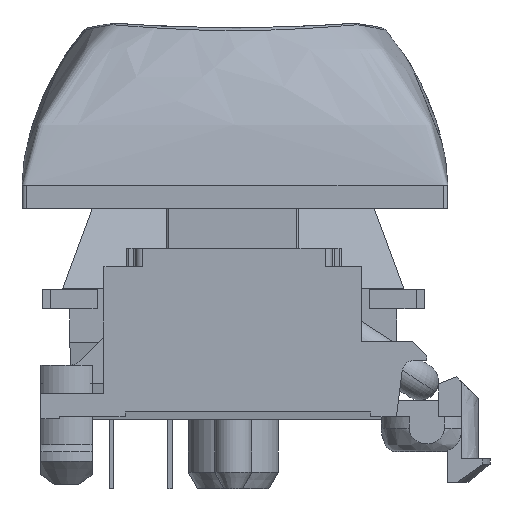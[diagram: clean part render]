
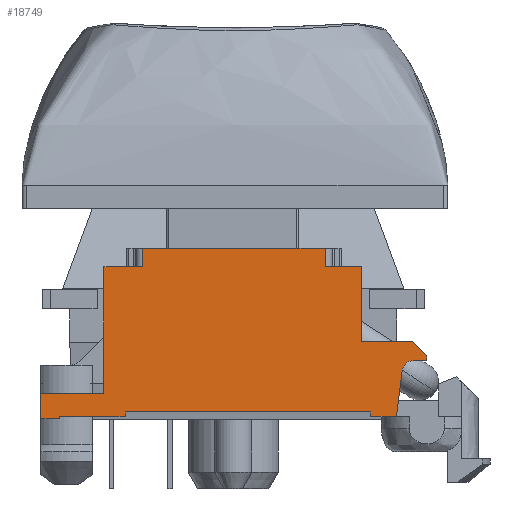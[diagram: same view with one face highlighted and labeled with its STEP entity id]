
A CAD part, left-side view. The second image highlights one B-rep face of the part: STEP entity #18749.
In plain terms, the highlighted planar face has unit normal (-1, 0, 0).
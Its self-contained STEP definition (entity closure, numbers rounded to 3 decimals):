
#15598 = VERTEX_POINT('',#15599);
#15599 = CARTESIAN_POINT('',(-15.4,-3.9,7.35));
#15787 = VERTEX_POINT('',#15788);
#15788 = CARTESIAN_POINT('',(-15.4,3.9,7.35));
#15795 = EDGE_CURVE('',#15787,#15598,#15796,.T.);
#15796 = LINE('',#15797,#15798);
#15797 = CARTESIAN_POINT('',(-15.4,-5.45,7.35));
#15798 = VECTOR('',#15799,1.);
#15799 = DIRECTION('',(0.,-1.,0.));
#15935 = VERTEX_POINT('',#15936);
#15936 = CARTESIAN_POINT('',(-15.4,-5.85,0.35));
#15942 = EDGE_CURVE('',#15935,#15943,#15945,.T.);
#15943 = VERTEX_POINT('',#15944);
#15944 = CARTESIAN_POINT('',(-15.4,4.65,0.35));
#15945 = LINE('',#15946,#15947);
#15946 = CARTESIAN_POINT('',(-15.4,-5.85,0.35));
#15947 = VECTOR('',#15948,1.);
#15948 = DIRECTION('',(0.,1.,0.));
#18039 = EDGE_CURVE('',#18040,#15598,#18042,.T.);
#18040 = VERTEX_POINT('',#18041);
#18041 = CARTESIAN_POINT('',(-15.4,-3.9,6.55));
#18042 = LINE('',#18043,#18044);
#18043 = CARTESIAN_POINT('',(-15.4,-3.9,-11.487));
#18044 = VECTOR('',#18045,1.);
#18045 = DIRECTION('',(0.,0.,1.));
#18728 = EDGE_CURVE('',#18729,#15787,#18731,.T.);
#18729 = VERTEX_POINT('',#18730);
#18730 = CARTESIAN_POINT('',(-15.4,3.9,6.55));
#18731 = LINE('',#18732,#18733);
#18732 = CARTESIAN_POINT('',(-15.4,3.9,-11.487));
#18733 = VECTOR('',#18734,1.);
#18734 = DIRECTION('',(0.,0.,1.));
#18749 = ADVANCED_FACE('',(#18750),#18897,.F.);
#18750 = FACE_BOUND('',#18751,.T.);
#18751 = EDGE_LOOP('',(#18752,#18760,#18768,#18776,#18784,#18792,#18800,
    #18808,#18814,#18815,#18823,#18831,#18839,#18848,#18856,#18864,
    #18872,#18880,#18888,#18894,#18895,#18896));
#18752 = ORIENTED_EDGE('',*,*,#18753,.F.);
#18753 = EDGE_CURVE('',#18754,#18729,#18756,.T.);
#18754 = VERTEX_POINT('',#18755);
#18755 = CARTESIAN_POINT('',(-15.4,5.55,6.55));
#18756 = LINE('',#18757,#18758);
#18757 = CARTESIAN_POINT('',(-15.4,-7.691,6.55));
#18758 = VECTOR('',#18759,1.);
#18759 = DIRECTION('',(0.,-1.,0.));
#18760 = ORIENTED_EDGE('',*,*,#18761,.F.);
#18761 = EDGE_CURVE('',#18762,#18754,#18764,.T.);
#18762 = VERTEX_POINT('',#18763);
#18763 = CARTESIAN_POINT('',(-15.4,5.55,1.15));
#18764 = LINE('',#18765,#18766);
#18765 = CARTESIAN_POINT('',(-15.4,5.55,7.35));
#18766 = VECTOR('',#18767,1.);
#18767 = DIRECTION('',(0.,0.,1.));
#18768 = ORIENTED_EDGE('',*,*,#18769,.F.);
#18769 = EDGE_CURVE('',#18770,#18762,#18772,.T.);
#18770 = VERTEX_POINT('',#18771);
#18771 = CARTESIAN_POINT('',(-15.4,8.25,1.15));
#18772 = LINE('',#18773,#18774);
#18773 = CARTESIAN_POINT('',(-15.4,5.55,1.15));
#18774 = VECTOR('',#18775,1.);
#18775 = DIRECTION('',(0.,-1.,0.));
#18776 = ORIENTED_EDGE('',*,*,#18777,.F.);
#18777 = EDGE_CURVE('',#18778,#18770,#18780,.T.);
#18778 = VERTEX_POINT('',#18779);
#18779 = CARTESIAN_POINT('',(-15.4,8.25,0.05));
#18780 = LINE('',#18781,#18782);
#18781 = CARTESIAN_POINT('',(-15.4,8.25,1.15));
#18782 = VECTOR('',#18783,1.);
#18783 = DIRECTION('',(0.,0.,1.));
#18784 = ORIENTED_EDGE('',*,*,#18785,.F.);
#18785 = EDGE_CURVE('',#18786,#18778,#18788,.T.);
#18786 = VERTEX_POINT('',#18787);
#18787 = CARTESIAN_POINT('',(-15.4,7.45,0.05));
#18788 = LINE('',#18789,#18790);
#18789 = CARTESIAN_POINT('',(-15.4,8.25,0.05));
#18790 = VECTOR('',#18791,1.);
#18791 = DIRECTION('',(0.,1.,0.));
#18792 = ORIENTED_EDGE('',*,*,#18793,.F.);
#18793 = EDGE_CURVE('',#18794,#18786,#18796,.T.);
#18794 = VERTEX_POINT('',#18795);
#18795 = CARTESIAN_POINT('',(-15.4,7.45,0.15));
#18796 = LINE('',#18797,#18798);
#18797 = CARTESIAN_POINT('',(-15.4,7.45,0.15));
#18798 = VECTOR('',#18799,1.);
#18799 = DIRECTION('',(0.,0.,-1.));
#18800 = ORIENTED_EDGE('',*,*,#18801,.F.);
#18801 = EDGE_CURVE('',#18802,#18794,#18804,.T.);
#18802 = VERTEX_POINT('',#18803);
#18803 = CARTESIAN_POINT('',(-15.4,4.65,0.15));
#18804 = LINE('',#18805,#18806);
#18805 = CARTESIAN_POINT('',(-15.4,4.65,0.15));
#18806 = VECTOR('',#18807,1.);
#18807 = DIRECTION('',(0.,1.,0.));
#18808 = ORIENTED_EDGE('',*,*,#18809,.F.);
#18809 = EDGE_CURVE('',#15943,#18802,#18810,.T.);
#18810 = LINE('',#18811,#18812);
#18811 = CARTESIAN_POINT('',(-15.4,4.65,0.35));
#18812 = VECTOR('',#18813,1.);
#18813 = DIRECTION('',(0.,0.,-1.));
#18814 = ORIENTED_EDGE('',*,*,#15942,.F.);
#18815 = ORIENTED_EDGE('',*,*,#18816,.F.);
#18816 = EDGE_CURVE('',#18817,#15935,#18819,.T.);
#18817 = VERTEX_POINT('',#18818);
#18818 = CARTESIAN_POINT('',(-15.4,-5.85,0.15));
#18819 = LINE('',#18820,#18821);
#18820 = CARTESIAN_POINT('',(-15.4,-5.85,0.35));
#18821 = VECTOR('',#18822,1.);
#18822 = DIRECTION('',(0.,0.,1.));
#18823 = ORIENTED_EDGE('',*,*,#18824,.F.);
#18824 = EDGE_CURVE('',#18825,#18817,#18827,.T.);
#18825 = VERTEX_POINT('',#18826);
#18826 = CARTESIAN_POINT('',(-15.4,-6.95,0.15));
#18827 = LINE('',#18828,#18829);
#18828 = CARTESIAN_POINT('',(-15.4,-5.85,0.15));
#18829 = VECTOR('',#18830,1.);
#18830 = DIRECTION('',(0.,1.,0.));
#18831 = ORIENTED_EDGE('',*,*,#18832,.F.);
#18832 = EDGE_CURVE('',#18833,#18825,#18835,.T.);
#18833 = VERTEX_POINT('',#18834);
#18834 = CARTESIAN_POINT('',(-15.4,-7.195,2.112));
#18835 = LINE('',#18836,#18837);
#18836 = CARTESIAN_POINT('',(-15.4,-6.95,0.15));
#18837 = VECTOR('',#18838,1.);
#18838 = DIRECTION('',(0.,0.124,-0.992));
#18839 = ORIENTED_EDGE('',*,*,#18840,.F.);
#18840 = EDGE_CURVE('',#18841,#18833,#18843,.T.);
#18841 = VERTEX_POINT('',#18842);
#18842 = CARTESIAN_POINT('',(-15.4,-7.691,2.55));
#18843 = CIRCLE('',#18844,0.5);
#18844 = AXIS2_PLACEMENT_3D('',#18845,#18846,#18847);
#18845 = CARTESIAN_POINT('',(-15.4,-7.691,2.05));
#18846 = DIRECTION('',(-1.,0.,0.));
#18847 = DIRECTION('',(0.,1.,0.));
#18848 = ORIENTED_EDGE('',*,*,#18849,.F.);
#18849 = EDGE_CURVE('',#18850,#18841,#18852,.T.);
#18850 = VERTEX_POINT('',#18851);
#18851 = CARTESIAN_POINT('',(-15.4,-8.25,2.55));
#18852 = LINE('',#18853,#18854);
#18853 = CARTESIAN_POINT('',(-15.4,-7.691,2.55));
#18854 = VECTOR('',#18855,1.);
#18855 = DIRECTION('',(0.,1.,0.));
#18856 = ORIENTED_EDGE('',*,*,#18857,.F.);
#18857 = EDGE_CURVE('',#18858,#18850,#18860,.T.);
#18858 = VERTEX_POINT('',#18859);
#18859 = CARTESIAN_POINT('',(-15.4,-8.25,2.75));
#18860 = LINE('',#18861,#18862);
#18861 = CARTESIAN_POINT('',(-15.4,-8.25,2.55));
#18862 = VECTOR('',#18863,1.);
#18863 = DIRECTION('',(0.,0.,-1.));
#18864 = ORIENTED_EDGE('',*,*,#18865,.F.);
#18865 = EDGE_CURVE('',#18866,#18858,#18868,.T.);
#18866 = VERTEX_POINT('',#18867);
#18867 = CARTESIAN_POINT('',(-15.4,-7.65,3.35));
#18868 = LINE('',#18869,#18870);
#18869 = CARTESIAN_POINT('',(-15.4,-8.25,2.75));
#18870 = VECTOR('',#18871,1.);
#18871 = DIRECTION('',(0.,-0.707,-0.707));
#18872 = ORIENTED_EDGE('',*,*,#18873,.F.);
#18873 = EDGE_CURVE('',#18874,#18866,#18876,.T.);
#18874 = VERTEX_POINT('',#18875);
#18875 = CARTESIAN_POINT('',(-15.4,-5.45,3.35));
#18876 = LINE('',#18877,#18878);
#18877 = CARTESIAN_POINT('',(-15.4,-7.65,3.35));
#18878 = VECTOR('',#18879,1.);
#18879 = DIRECTION('',(0.,-1.,0.));
#18880 = ORIENTED_EDGE('',*,*,#18881,.F.);
#18881 = EDGE_CURVE('',#18882,#18874,#18884,.T.);
#18882 = VERTEX_POINT('',#18883);
#18883 = CARTESIAN_POINT('',(-15.4,-5.45,6.55));
#18884 = LINE('',#18885,#18886);
#18885 = CARTESIAN_POINT('',(-15.4,-5.45,7.35));
#18886 = VECTOR('',#18887,1.);
#18887 = DIRECTION('',(0.,0.,-1.));
#18888 = ORIENTED_EDGE('',*,*,#18889,.F.);
#18889 = EDGE_CURVE('',#18040,#18882,#18890,.T.);
#18890 = LINE('',#18891,#18892);
#18891 = CARTESIAN_POINT('',(-15.4,-7.691,6.55));
#18892 = VECTOR('',#18893,1.);
#18893 = DIRECTION('',(0.,-1.,0.));
#18894 = ORIENTED_EDGE('',*,*,#18039,.T.);
#18895 = ORIENTED_EDGE('',*,*,#15795,.F.);
#18896 = ORIENTED_EDGE('',*,*,#18728,.F.);
#18897 = PLANE('',#18898);
#18898 = AXIS2_PLACEMENT_3D('',#18899,#18900,#18901);
#18899 = CARTESIAN_POINT('',(-15.4,-7.691,2.05));
#18900 = DIRECTION('',(1.,0.,0.));
#18901 = DIRECTION('',(0.,1.,0.));
